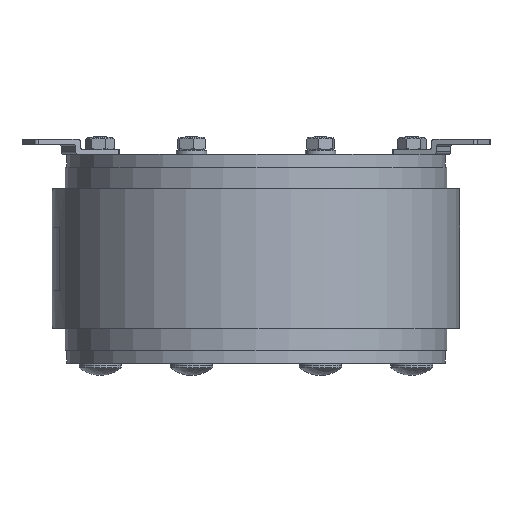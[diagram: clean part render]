
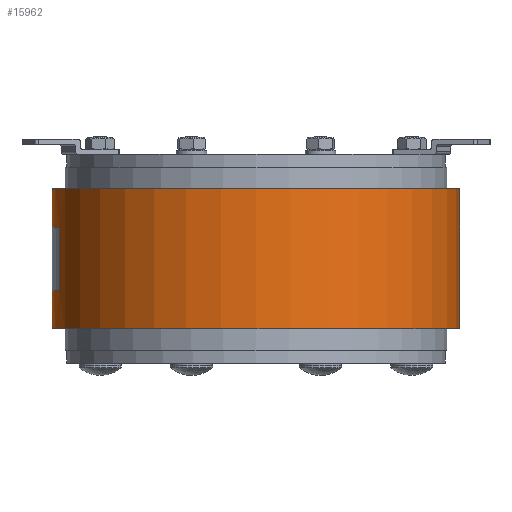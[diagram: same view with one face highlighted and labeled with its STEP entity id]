
A CAD part, front view. The second image highlights one B-rep face of the part: STEP entity #15962.
In plain terms, the highlighted cylindrical face has radius 80 mm (diameter 160 mm), a partial arc.
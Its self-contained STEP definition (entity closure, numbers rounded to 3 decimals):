
#787=CIRCLE('',#16853,80.);
#789=CIRCLE('',#16856,80.);
#791=CIRCLE('',#16859,80.);
#793=CIRCLE('',#16863,80.);
#795=CIRCLE('',#16876,80.);
#797=CIRCLE('',#16880,80.);
#800=CIRCLE('',#16884,80.);
#801=CIRCLE('',#16886,80.);
#897=CYLINDRICAL_SURFACE('',#16890,80.);
#2562=LINE('',#26761,#4283);
#2569=LINE('',#26778,#4290);
#2579=LINE('',#26797,#4300);
#2588=LINE('',#26820,#4309);
#2595=LINE('',#26844,#4316);
#2596=LINE('',#26846,#4317);
#4283=VECTOR('',#20335,25.);
#4290=VECTOR('',#20352,15.);
#4300=VECTOR('',#20372,15.);
#4309=VECTOR('',#20395,25.);
#4316=VECTOR('',#20422,15.);
#4317=VECTOR('',#20425,15.);
#5801=FACE_OUTER_BOUND('',#6750,.T.);
#6750=EDGE_LOOP('',(#14999,#15000,#15001,#15002,#15003,#15004,#15005,#15006,
#15007,#15008,#15009,#15010,#15011,#15012));
#8450=VERTEX_POINT('',#26733);
#8451=VERTEX_POINT('',#26734);
#8454=VERTEX_POINT('',#26742);
#8455=VERTEX_POINT('',#26743);
#8458=VERTEX_POINT('',#26751);
#8459=VERTEX_POINT('',#26752);
#8462=VERTEX_POINT('',#26760);
#8464=VERTEX_POINT('',#26766);
#8474=VERTEX_POINT('',#26810);
#8475=VERTEX_POINT('',#26811);
#8478=VERTEX_POINT('',#26819);
#8480=VERTEX_POINT('',#26825);
#8483=VERTEX_POINT('',#26833);
#8484=VERTEX_POINT('',#26837);
#10615=EDGE_CURVE('',#8450,#8451,#787,.T.);
#10619=EDGE_CURVE('',#8454,#8455,#789,.T.);
#10623=EDGE_CURVE('',#8458,#8459,#791,.T.);
#10627=EDGE_CURVE('',#8459,#8462,#2562,.T.);
#10630=EDGE_CURVE('',#8462,#8464,#793,.T.);
#10636=EDGE_CURVE('',#8450,#8464,#2569,.T.);
#10646=EDGE_CURVE('',#8458,#8455,#2579,.T.);
#10653=EDGE_CURVE('',#8474,#8475,#795,.T.);
#10657=EDGE_CURVE('',#8478,#8474,#2588,.T.);
#10660=EDGE_CURVE('',#8480,#8478,#797,.T.);
#10665=EDGE_CURVE('',#8483,#8451,#800,.T.);
#10666=EDGE_CURVE('',#8454,#8484,#801,.T.);
#10670=EDGE_CURVE('',#8484,#8480,#2595,.T.);
#10671=EDGE_CURVE('',#8475,#8483,#2596,.T.);
#14999=ORIENTED_EDGE('',*,*,#10665,.F.);
#15000=ORIENTED_EDGE('',*,*,#10671,.F.);
#15001=ORIENTED_EDGE('',*,*,#10653,.F.);
#15002=ORIENTED_EDGE('',*,*,#10657,.F.);
#15003=ORIENTED_EDGE('',*,*,#10660,.F.);
#15004=ORIENTED_EDGE('',*,*,#10670,.F.);
#15005=ORIENTED_EDGE('',*,*,#10666,.F.);
#15006=ORIENTED_EDGE('',*,*,#10619,.T.);
#15007=ORIENTED_EDGE('',*,*,#10646,.F.);
#15008=ORIENTED_EDGE('',*,*,#10623,.T.);
#15009=ORIENTED_EDGE('',*,*,#10627,.T.);
#15010=ORIENTED_EDGE('',*,*,#10630,.T.);
#15011=ORIENTED_EDGE('',*,*,#10636,.F.);
#15012=ORIENTED_EDGE('',*,*,#10615,.T.);
#15962=ADVANCED_FACE('',(#5801),#897,.T.);
#16853=AXIS2_PLACEMENT_3D('',#26735,#20311,#20312);
#16856=AXIS2_PLACEMENT_3D('',#26744,#20319,#20320);
#16859=AXIS2_PLACEMENT_3D('',#26753,#20327,#20328);
#16863=AXIS2_PLACEMENT_3D('',#26767,#20340,#20341);
#16876=AXIS2_PLACEMENT_3D('',#26812,#20387,#20388);
#16880=AXIS2_PLACEMENT_3D('',#26826,#20400,#20401);
#16884=AXIS2_PLACEMENT_3D('',#26835,#20410,#20411);
#16886=AXIS2_PLACEMENT_3D('',#26838,#20414,#20415);
#16890=AXIS2_PLACEMENT_3D('',#26848,#20427,#20428);
#20311=DIRECTION('center_axis',(0.,1.,0.));
#20312=DIRECTION('ref_axis',(0.,0.,1.));
#20319=DIRECTION('center_axis',(0.,-1.,0.));
#20320=DIRECTION('ref_axis',(0.,0.,1.));
#20327=DIRECTION('center_axis',(0.,1.,0.));
#20328=DIRECTION('ref_axis',(0.,0.,1.));
#20335=DIRECTION('',(0.,-1.,0.));
#20340=DIRECTION('center_axis',(0.,-1.,0.));
#20341=DIRECTION('ref_axis',(0.,0.,1.));
#20352=DIRECTION('',(0.,1.,0.));
#20372=DIRECTION('',(0.,1.,0.));
#20387=DIRECTION('center_axis',(0.,-1.,0.));
#20388=DIRECTION('ref_axis',(-0.264,0.,-0.965));
#20395=DIRECTION('',(0.,-1.,0.));
#20400=DIRECTION('center_axis',(0.,1.,0.));
#20401=DIRECTION('ref_axis',(0.,0.,-1.));
#20410=DIRECTION('center_axis',(0.,-1.,0.));
#20411=DIRECTION('ref_axis',(0.,0.,-1.));
#20414=DIRECTION('center_axis',(0.,1.,0.));
#20415=DIRECTION('ref_axis',(0.,0.,-1.));
#20422=DIRECTION('',(0.,-1.,0.));
#20425=DIRECTION('',(0.,-1.,0.));
#20427=DIRECTION('center_axis',(0.,1.,0.));
#20428=DIRECTION('ref_axis',(0.,0.,-1.));
#26733=CARTESIAN_POINT('',(-121.729,-27.5,5.));
#26734=CARTESIAN_POINT('',(-121.729,-27.5,-155.));
#26735=CARTESIAN_POINT('Origin',(-121.729,-27.5,-75.));
#26742=CARTESIAN_POINT('',(-121.729,27.5,-155.));
#26743=CARTESIAN_POINT('',(-121.729,27.5,5.));
#26744=CARTESIAN_POINT('Origin',(-121.729,27.5,-75.));
#26751=CARTESIAN_POINT('',(-121.729,12.5,5.));
#26752=CARTESIAN_POINT('',(-101.319,12.5,2.353));
#26753=CARTESIAN_POINT('Origin',(-121.729,12.5,-75.));
#26760=CARTESIAN_POINT('',(-101.319,-12.5,2.353));
#26761=CARTESIAN_POINT('',(-101.319,0.,2.353));
#26766=CARTESIAN_POINT('',(-121.729,-12.5,5.));
#26767=CARTESIAN_POINT('Origin',(-121.729,-12.5,-75.));
#26778=CARTESIAN_POINT('',(-121.729,-13.75,5.));
#26797=CARTESIAN_POINT('',(-121.729,6.25,5.));
#26810=CARTESIAN_POINT('',(-142.818,-12.5,-152.17));
#26811=CARTESIAN_POINT('',(-121.737,-12.5,-155.));
#26812=CARTESIAN_POINT('Origin',(-121.729,-12.5,-75.));
#26819=CARTESIAN_POINT('',(-142.818,12.5,-152.17));
#26820=CARTESIAN_POINT('',(-142.818,-12.5,-152.17));
#26825=CARTESIAN_POINT('',(-121.737,12.5,-155.));
#26826=CARTESIAN_POINT('Origin',(-121.729,12.5,-75.));
#26833=CARTESIAN_POINT('',(-121.737,-27.5,-155.));
#26835=CARTESIAN_POINT('Origin',(-121.729,-27.5,-75.));
#26837=CARTESIAN_POINT('',(-121.737,27.5,-155.));
#26838=CARTESIAN_POINT('Origin',(-121.729,27.5,-75.));
#26844=CARTESIAN_POINT('',(-121.737,-27.5,-155.));
#26846=CARTESIAN_POINT('',(-121.737,-27.5,-155.));
#26848=CARTESIAN_POINT('Origin',(-121.729,0.,-75.));
